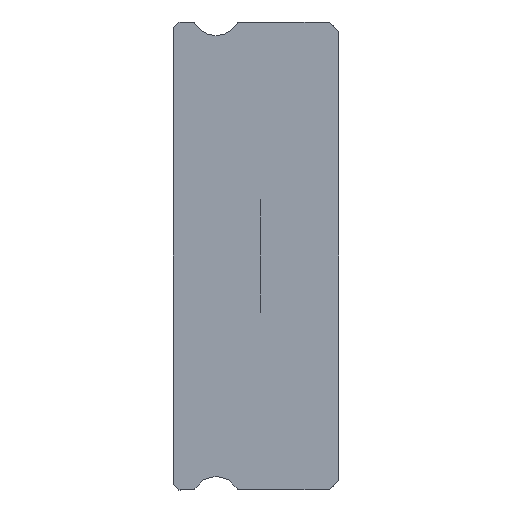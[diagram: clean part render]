
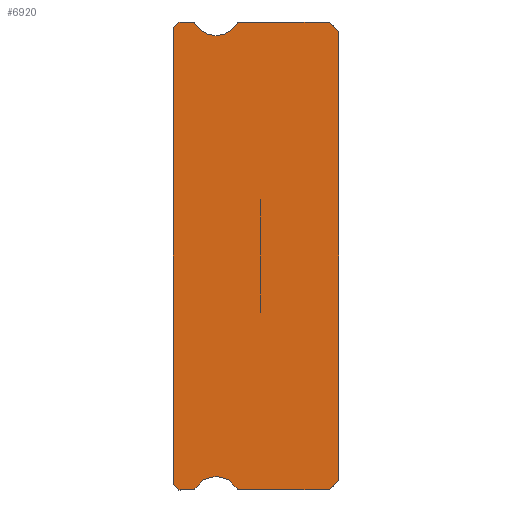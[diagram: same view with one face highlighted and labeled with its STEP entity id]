
A CAD part, left-side view. The second image highlights one B-rep face of the part: STEP entity #6920.
In plain terms, the highlighted planar face has unit normal (-1, 0, 0).
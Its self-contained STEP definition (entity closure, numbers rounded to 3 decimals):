
#27 = CARTESIAN_POINT ( 'NONE',  ( -10., 5.217, 11.925 ) ) ;
#31 = ORIENTED_EDGE ( 'NONE', *, *, #7070, .F. ) ;
#48 = ORIENTED_EDGE ( 'NONE', *, *, #3210, .F. ) ;
#71 = LINE ( 'NONE', #5380, #5574 ) ;
#326 = LINE ( 'NONE', #6826, #1053 ) ;
#328 = EDGE_CURVE ( 'NONE', #2339, #4399, #1244, .T. ) ;
#377 = VECTOR ( 'NONE', #3805, 1000. ) ;
#408 = CARTESIAN_POINT ( 'NONE',  ( -10., 8.2, -12. ) ) ;
#424 = CARTESIAN_POINT ( 'NONE',  ( -10., 7.383, 11.925 ) ) ;
#493 = EDGE_CURVE ( 'NONE', #8299, #1188, #5396, .T. ) ;
#555 = DIRECTION ( 'NONE',  ( 1., 0., 0. ) ) ;
#652 = AXIS2_PLACEMENT_3D ( 'NONE', #4111, #2699, #6715 ) ;
#677 = DIRECTION ( 'NONE',  ( 0., -1., 0. ) ) ;
#699 = ORIENTED_EDGE ( 'NONE', *, *, #911, .F. ) ;
#714 = VECTOR ( 'NONE', #3965, 1000. ) ;
#728 = DIRECTION ( 'NONE',  ( -1., 0., 0. ) ) ;
#746 = CARTESIAN_POINT ( 'NONE',  ( -10., 5.088, -12. ) ) ;
#771 = LINE ( 'NONE', #5307, #714 ) ;
#815 = EDGE_LOOP ( 'NONE', ( #8138, #5802, #7755, #4721, #48, #699, #4244, #6793, #7136, #2186, #5374, #1154, #7729, #31, #5798, #1665, #4431 ) ) ;
#826 = EDGE_CURVE ( 'NONE', #5322, #2339, #771, .T. ) ;
#854 = EDGE_CURVE ( 'NONE', #6158, #8299, #1325, .T. ) ;
#859 = DIRECTION ( 'NONE',  ( 0., 0., -1. ) ) ;
#906 = CIRCLE ( 'NONE', #3764, 0.15 ) ;
#911 = EDGE_CURVE ( 'NONE', #1702, #6901, #997, .T. ) ;
#943 = DIRECTION ( 'NONE',  ( 0., 0., 1. ) ) ;
#997 = CIRCLE ( 'NONE', #5782, 0.15 ) ;
#1009 = VERTEX_POINT ( 'NONE', #6747 ) ;
#1053 = VECTOR ( 'NONE', #6274, 1000. ) ;
#1154 = ORIENTED_EDGE ( 'NONE', *, *, #2580, .F. ) ;
#1188 = VERTEX_POINT ( 'NONE', #7708 ) ;
#1208 = CARTESIAN_POINT ( 'NONE',  ( -10., 0., -11.5 ) ) ;
#1244 = LINE ( 'NONE', #3208, #4667 ) ;
#1325 = LINE ( 'NONE', #4749, #3578 ) ;
#1348 = VERTEX_POINT ( 'NONE', #2806 ) ;
#1447 = DIRECTION ( 'NONE',  ( 0., 0., -1. ) ) ;
#1452 = CARTESIAN_POINT ( 'NONE',  ( -10., 8.2, 12. ) ) ;
#1483 = AXIS2_PLACEMENT_3D ( 'NONE', #1810, #555, #1774 ) ;
#1491 = CARTESIAN_POINT ( 'NONE',  ( -10., 0.5, 12. ) ) ;
#1665 = ORIENTED_EDGE ( 'NONE', *, *, #2007, .T. ) ;
#1702 = VERTEX_POINT ( 'NONE', #746 ) ;
#1774 = DIRECTION ( 'NONE',  ( 0., 0., -1. ) ) ;
#1810 = CARTESIAN_POINT ( 'NONE',  ( -10., 7.512, 11.85 ) ) ;
#1912 = AXIS2_PLACEMENT_3D ( 'NONE', #7278, #2802, #1447 ) ;
#2007 = EDGE_CURVE ( 'NONE', #1348, #2058, #71, .T. ) ;
#2058 = VERTEX_POINT ( 'NONE', #1452 ) ;
#2115 = DIRECTION ( 'NONE',  ( 0., 0., -1. ) ) ;
#2186 = ORIENTED_EDGE ( 'NONE', *, *, #493, .F. ) ;
#2291 = VECTOR ( 'NONE', #4405, 1000. ) ;
#2336 = LINE ( 'NONE', #6790, #4469 ) ;
#2339 = VERTEX_POINT ( 'NONE', #408 ) ;
#2398 = CARTESIAN_POINT ( 'NONE',  ( -10., 8.5, -11.7 ) ) ;
#2448 = CARTESIAN_POINT ( 'NONE',  ( -10., 6.3, -12.55 ) ) ;
#2456 = EDGE_CURVE ( 'NONE', #1009, #4399, #7582, .T. ) ;
#2473 = AXIS2_PLACEMENT_3D ( 'NONE', #2448, #4471, #8343 ) ;
#2533 = CARTESIAN_POINT ( 'NONE',  ( -10., 0.5, -12. ) ) ;
#2580 = EDGE_CURVE ( 'NONE', #3862, #6158, #906, .T. ) ;
#2581 = EDGE_CURVE ( 'NONE', #2058, #6769, #4934, .T. ) ;
#2699 = DIRECTION ( 'NONE',  ( 1., 0., 0. ) ) ;
#2727 = CARTESIAN_POINT ( 'NONE',  ( -10., 5.088, -11.85 ) ) ;
#2802 = DIRECTION ( 'NONE',  ( -1., 0., 0. ) ) ;
#2806 = CARTESIAN_POINT ( 'NONE',  ( -10., 7.512, 12. ) ) ;
#2893 = CIRCLE ( 'NONE', #2473, 1.25 ) ;
#2912 = DIRECTION ( 'NONE',  ( 0., 0., -1. ) ) ;
#3068 = CARTESIAN_POINT ( 'NONE',  ( -10., 5.088, 12. ) ) ;
#3208 = CARTESIAN_POINT ( 'NONE',  ( -10., 7.512, -12. ) ) ;
#3210 = EDGE_CURVE ( 'NONE', #6901, #1009, #2893, .T. ) ;
#3329 = DIRECTION ( 'NONE',  ( 1., 0., 0. ) ) ;
#3508 = AXIS2_PLACEMENT_3D ( 'NONE', #7251, #728, #859 ) ;
#3578 = VECTOR ( 'NONE', #677, 1000. ) ;
#3676 = LINE ( 'NONE', #6325, #2291 ) ;
#3764 = AXIS2_PLACEMENT_3D ( 'NONE', #4379, #6123, #2912 ) ;
#3805 = DIRECTION ( 'NONE',  ( 0., 0.707, -0.707 ) ) ;
#3862 = VERTEX_POINT ( 'NONE', #27 ) ;
#3965 = DIRECTION ( 'NONE',  ( 0., -0.707, -0.707 ) ) ;
#4012 = DIRECTION ( 'NONE',  ( 0., 0., -1. ) ) ;
#4111 = CARTESIAN_POINT ( 'NONE',  ( -10., 7.512, 11.85 ) ) ;
#4208 = VERTEX_POINT ( 'NONE', #424 ) ;
#4244 = ORIENTED_EDGE ( 'NONE', *, *, #7688, .F. ) ;
#4379 = CARTESIAN_POINT ( 'NONE',  ( -10., 5.088, 11.85 ) ) ;
#4399 = VERTEX_POINT ( 'NONE', #5085 ) ;
#4405 = DIRECTION ( 'NONE',  ( 0., 1., 0. ) ) ;
#4431 = ORIENTED_EDGE ( 'NONE', *, *, #2581, .T. ) ;
#4469 = VECTOR ( 'NONE', #943, 1000. ) ;
#4471 = DIRECTION ( 'NONE',  ( -1., 0., 0. ) ) ;
#4667 = VECTOR ( 'NONE', #5829, 1000. ) ;
#4721 = ORIENTED_EDGE ( 'NONE', *, *, #2456, .F. ) ;
#4749 = CARTESIAN_POINT ( 'NONE',  ( -10., 7.512, 12. ) ) ;
#4759 = CARTESIAN_POINT ( 'NONE',  ( -10., 0.5, 12. ) ) ;
#4934 = LINE ( 'NONE', #8160, #6627 ) ;
#5052 = CIRCLE ( 'NONE', #1912, 1.25 ) ;
#5057 = FACE_OUTER_BOUND ( 'NONE', #815, .T. ) ;
#5085 = CARTESIAN_POINT ( 'NONE',  ( -10., 7.512, -12. ) ) ;
#5301 = DIRECTION ( 'NONE',  ( 0., 1., 0. ) ) ;
#5307 = CARTESIAN_POINT ( 'NONE',  ( -10., 8.2, -12. ) ) ;
#5322 = VERTEX_POINT ( 'NONE', #2398 ) ;
#5374 = ORIENTED_EDGE ( 'NONE', *, *, #854, .F. ) ;
#5380 = CARTESIAN_POINT ( 'NONE',  ( -10., 8.2, 12. ) ) ;
#5396 = LINE ( 'NONE', #4759, #7114 ) ;
#5434 = CARTESIAN_POINT ( 'NONE',  ( -10., 0., -11.5 ) ) ;
#5574 = VECTOR ( 'NONE', #5301, 1000. ) ;
#5699 = CARTESIAN_POINT ( 'NONE',  ( -10., 6.3, 11.3 ) ) ;
#5782 = AXIS2_PLACEMENT_3D ( 'NONE', #2727, #3329, #4012 ) ;
#5798 = ORIENTED_EDGE ( 'NONE', *, *, #7590, .F. ) ;
#5802 = ORIENTED_EDGE ( 'NONE', *, *, #826, .T. ) ;
#5829 = DIRECTION ( 'NONE',  ( 0., -1., 0. ) ) ;
#6034 = EDGE_CURVE ( 'NONE', #7057, #1188, #326, .T. ) ;
#6123 = DIRECTION ( 'NONE',  ( 1., 0., 0. ) ) ;
#6158 = VERTEX_POINT ( 'NONE', #3068 ) ;
#6274 = DIRECTION ( 'NONE',  ( 0., 0., 1. ) ) ;
#6283 = EDGE_CURVE ( 'NONE', #7224, #3862, #5052, .T. ) ;
#6325 = CARTESIAN_POINT ( 'NONE',  ( -10., 7.512, -12. ) ) ;
#6627 = VECTOR ( 'NONE', #6847, 1000. ) ;
#6715 = DIRECTION ( 'NONE',  ( 0., 0., -1. ) ) ;
#6747 = CARTESIAN_POINT ( 'NONE',  ( -10., 7.383, -11.925 ) ) ;
#6769 = VERTEX_POINT ( 'NONE', #7517 ) ;
#6790 = CARTESIAN_POINT ( 'NONE',  ( -10., 8.5, 11.85 ) ) ;
#6793 = ORIENTED_EDGE ( 'NONE', *, *, #7541, .F. ) ;
#6826 = CARTESIAN_POINT ( 'NONE',  ( -10., 0., 11.5 ) ) ;
#6847 = DIRECTION ( 'NONE',  ( 0., 0.707, -0.707 ) ) ;
#6901 = VERTEX_POINT ( 'NONE', #7560 ) ;
#6920 = ADVANCED_FACE ( 'NONE', ( #5057 ), #7644, .F. ) ;
#7054 = LINE ( 'NONE', #1208, #377 ) ;
#7057 = VERTEX_POINT ( 'NONE', #5434 ) ;
#7070 = EDGE_CURVE ( 'NONE', #4208, #7224, #8414, .T. ) ;
#7114 = VECTOR ( 'NONE', #7342, 1000. ) ;
#7136 = ORIENTED_EDGE ( 'NONE', *, *, #6034, .T. ) ;
#7196 = EDGE_CURVE ( 'NONE', #5322, #6769, #2336, .T. ) ;
#7224 = VERTEX_POINT ( 'NONE', #5699 ) ;
#7251 = CARTESIAN_POINT ( 'NONE',  ( -10., 6.3, 12.55 ) ) ;
#7278 = CARTESIAN_POINT ( 'NONE',  ( -10., 6.3, 12.55 ) ) ;
#7342 = DIRECTION ( 'NONE',  ( 0., -0.707, -0.707 ) ) ;
#7517 = CARTESIAN_POINT ( 'NONE',  ( -10., 8.5, 11.7 ) ) ;
#7541 = EDGE_CURVE ( 'NONE', #7057, #8071, #7054, .T. ) ;
#7560 = CARTESIAN_POINT ( 'NONE',  ( -10., 5.217, -11.925 ) ) ;
#7582 = CIRCLE ( 'NONE', #8264, 0.15 ) ;
#7590 = EDGE_CURVE ( 'NONE', #1348, #4208, #8016, .T. ) ;
#7644 = PLANE ( 'NONE',  #1483 ) ;
#7688 = EDGE_CURVE ( 'NONE', #8071, #1702, #3676, .T. ) ;
#7708 = CARTESIAN_POINT ( 'NONE',  ( -10., 0., 11.5 ) ) ;
#7729 = ORIENTED_EDGE ( 'NONE', *, *, #6283, .F. ) ;
#7755 = ORIENTED_EDGE ( 'NONE', *, *, #328, .T. ) ;
#7825 = CARTESIAN_POINT ( 'NONE',  ( -10., 7.512, -11.85 ) ) ;
#7955 = DIRECTION ( 'NONE',  ( 1., 0., 0. ) ) ;
#8016 = CIRCLE ( 'NONE', #652, 0.15 ) ;
#8071 = VERTEX_POINT ( 'NONE', #2533 ) ;
#8138 = ORIENTED_EDGE ( 'NONE', *, *, #7196, .F. ) ;
#8160 = CARTESIAN_POINT ( 'NONE',  ( -10., 8.5, 11.7 ) ) ;
#8264 = AXIS2_PLACEMENT_3D ( 'NONE', #7825, #7955, #2115 ) ;
#8299 = VERTEX_POINT ( 'NONE', #1491 ) ;
#8343 = DIRECTION ( 'NONE',  ( 0., 0., -1. ) ) ;
#8414 = CIRCLE ( 'NONE', #3508, 1.25 ) ;
